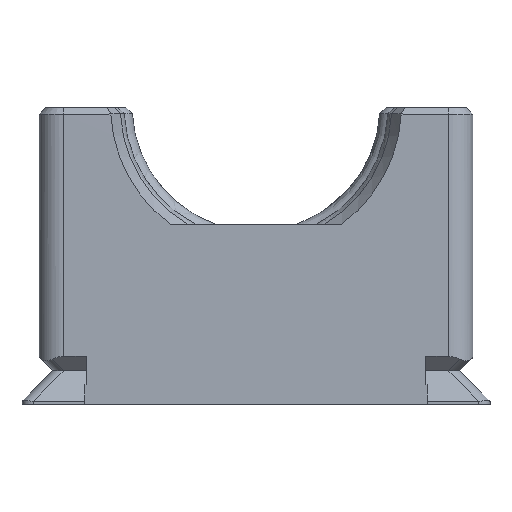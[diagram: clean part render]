
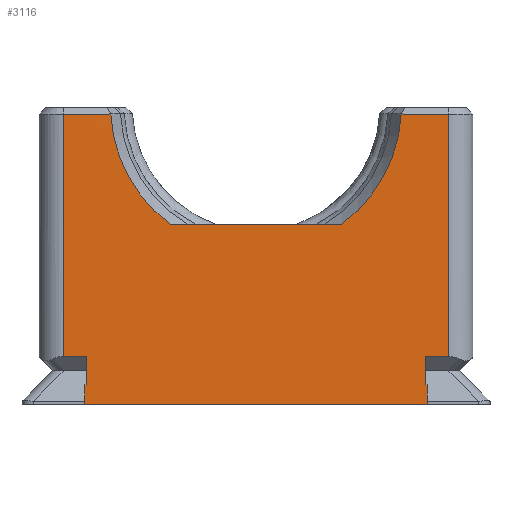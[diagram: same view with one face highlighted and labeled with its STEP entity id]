
A CAD part, front view. The second image highlights one B-rep face of the part: STEP entity #3116.
In plain terms, the highlighted planar face has unit normal (0, -1, 0).
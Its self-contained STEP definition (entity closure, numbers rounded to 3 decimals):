
#145=LINE('',#4530,#340);
#169=LINE('',#4769,#364);
#203=LINE('',#4862,#398);
#207=LINE('',#4881,#402);
#210=LINE('',#4887,#405);
#241=LINE('',#4979,#436);
#242=LINE('',#4981,#437);
#243=LINE('',#4986,#438);
#244=LINE('',#4988,#439);
#245=LINE('',#4989,#440);
#246=LINE('',#4991,#441);
#247=LINE('',#4993,#442);
#248=LINE('',#4994,#443);
#249=LINE('',#4996,#444);
#340=VECTOR('',#3579,1000.);
#364=VECTOR('',#3629,1000.);
#398=VECTOR('',#3687,1000.);
#402=VECTOR('',#3701,1000.);
#405=VECTOR('',#3706,1000.);
#436=VECTOR('',#3787,1000.);
#437=VECTOR('',#3790,1000.);
#438=VECTOR('',#3795,1000.);
#439=VECTOR('',#3796,1000.);
#440=VECTOR('',#3797,1000.);
#441=VECTOR('',#3798,1000.);
#442=VECTOR('',#3799,1000.);
#443=VECTOR('',#3800,1000.);
#444=VECTOR('',#3801,1000.);
#531=PLANE('',#3360);
#607=CIRCLE('',#3361,8.913);
#608=CIRCLE('',#3362,8.913);
#1176=ORIENTED_EDGE('',*,*,#2111,.F.);
#1177=ORIENTED_EDGE('',*,*,#2112,.T.);
#1178=ORIENTED_EDGE('',*,*,#2113,.T.);
#1179=ORIENTED_EDGE('',*,*,#1959,.F.);
#1180=ORIENTED_EDGE('',*,*,#2114,.T.);
#1181=ORIENTED_EDGE('',*,*,#2115,.T.);
#1182=ORIENTED_EDGE('',*,*,#2116,.F.);
#1183=ORIENTED_EDGE('',*,*,#2057,.F.);
#1184=ORIENTED_EDGE('',*,*,#2117,.F.);
#1185=ORIENTED_EDGE('',*,*,#2118,.F.);
#1186=ORIENTED_EDGE('',*,*,#2119,.F.);
#1187=ORIENTED_EDGE('',*,*,#2017,.T.);
#1188=ORIENTED_EDGE('',*,*,#2120,.T.);
#1189=ORIENTED_EDGE('',*,*,#2121,.T.);
#1190=ORIENTED_EDGE('',*,*,#2068,.T.);
#1191=ORIENTED_EDGE('',*,*,#2065,.F.);
#1959=EDGE_CURVE('',#2455,#2456,#145,.T.);
#2017=EDGE_CURVE('',#2507,#2506,#169,.T.);
#2057=EDGE_CURVE('',#2539,#2540,#203,.T.);
#2065=EDGE_CURVE('',#2545,#2546,#207,.T.);
#2068=EDGE_CURVE('',#2548,#2546,#210,.T.);
#2111=EDGE_CURVE('',#2568,#2545,#241,.F.);
#2112=EDGE_CURVE('',#2568,#2569,#242,.T.);
#2113=EDGE_CURVE('',#2569,#2456,#607,.T.);
#2114=EDGE_CURVE('',#2455,#2570,#608,.T.);
#2115=EDGE_CURVE('',#2570,#2571,#243,.T.);
#2116=EDGE_CURVE('',#2540,#2571,#244,.T.);
#2117=EDGE_CURVE('',#2572,#2539,#245,.T.);
#2118=EDGE_CURVE('',#2573,#2572,#246,.T.);
#2119=EDGE_CURVE('',#2507,#2573,#247,.T.);
#2120=EDGE_CURVE('',#2506,#2574,#248,.T.);
#2121=EDGE_CURVE('',#2574,#2548,#249,.T.);
#2455=VERTEX_POINT('',#4529);
#2456=VERTEX_POINT('',#4531);
#2506=VERTEX_POINT('',#4768);
#2507=VERTEX_POINT('',#4770);
#2539=VERTEX_POINT('',#4861);
#2540=VERTEX_POINT('',#4863);
#2545=VERTEX_POINT('',#4880);
#2546=VERTEX_POINT('',#4882);
#2548=VERTEX_POINT('',#4888);
#2568=VERTEX_POINT('',#4978);
#2569=VERTEX_POINT('',#4982);
#2570=VERTEX_POINT('',#4985);
#2571=VERTEX_POINT('',#4987);
#2572=VERTEX_POINT('',#4990);
#2573=VERTEX_POINT('',#4992);
#2574=VERTEX_POINT('',#4995);
#2728=EDGE_LOOP('',(#1176,#1177,#1178,#1179,#1180,#1181,#1182,#1183,#1184,
#1185,#1186,#1187,#1188,#1189,#1190,#1191));
#2919=FACE_BOUND('',#2728,.T.);
#3116=ADVANCED_FACE('',(#2919),#531,.F.);
#3360=AXIS2_PLACEMENT_3D('',#4980,#3788,#3789);
#3361=AXIS2_PLACEMENT_3D('',#4983,#3791,#3792);
#3362=AXIS2_PLACEMENT_3D('',#4984,#3793,#3794);
#3579=DIRECTION('',(1.,0.,0.));
#3629=DIRECTION('',(1.,0.,0.));
#3687=DIRECTION('',(-1.,0.,0.));
#3701=DIRECTION('',(-1.,0.,0.));
#3706=DIRECTION('',(0.,0.,1.));
#3787=DIRECTION('',(0.,0.,1.));
#3788=DIRECTION('',(0.,1.,0.));
#3789=DIRECTION('',(-1.,0.,0.));
#3790=DIRECTION('',(-1.,0.,0.));
#3791=DIRECTION('',(0.,1.,0.));
#3792=DIRECTION('',(0.,0.,1.));
#3793=DIRECTION('',(0.,1.,0.));
#3794=DIRECTION('',(0.,0.,1.));
#3795=DIRECTION('',(-1.,0.,0.));
#3796=DIRECTION('',(0.,0.,1.));
#3797=DIRECTION('',(0.,0.,1.));
#3798=DIRECTION('',(1.,0.,0.));
#3799=DIRECTION('',(0.,0.,1.));
#3800=DIRECTION('',(0.,0.,1.));
#3801=DIRECTION('',(-1.,0.,0.));
#4529=CARTESIAN_POINT('',(-5.254,-13.3,11.05));
#4530=CARTESIAN_POINT('',(0.,-13.3,11.05));
#4531=CARTESIAN_POINT('',(5.254,-13.3,11.05));
#4768=CARTESIAN_POINT('',(10.5,-13.3,0.));
#4769=CARTESIAN_POINT('',(0.,-13.3,0.));
#4770=CARTESIAN_POINT('',(-10.5,-13.3,0.));
#4861=CARTESIAN_POINT('',(-10.4,-13.3,2.941));
#4862=CARTESIAN_POINT('',(-14.483,-13.3,2.941));
#4863=CARTESIAN_POINT('',(-11.8,-13.3,2.941));
#4880=CARTESIAN_POINT('',(11.8,-13.3,2.941));
#4881=CARTESIAN_POINT('',(-14.483,-13.3,2.941));
#4882=CARTESIAN_POINT('',(10.4,-13.3,2.941));
#4887=CARTESIAN_POINT('',(10.4,-13.3,18.2));
#4888=CARTESIAN_POINT('',(10.4,-13.3,1.2));
#4978=CARTESIAN_POINT('',(11.8,-13.3,17.8));
#4979=CARTESIAN_POINT('',(11.8,-13.3,18.2));
#4980=CARTESIAN_POINT('',(0.,-13.3,18.2));
#4981=CARTESIAN_POINT('',(8.913,-13.3,17.8));
#4982=CARTESIAN_POINT('',(8.901,-13.297,17.808));
#4983=CARTESIAN_POINT('',(0.,-13.3,18.25));
#4984=CARTESIAN_POINT('',(0.,-13.3,18.25));
#4985=CARTESIAN_POINT('',(-8.901,-13.297,17.808));
#4986=CARTESIAN_POINT('',(-11.8,-13.3,17.8));
#4987=CARTESIAN_POINT('',(-11.8,-13.3,17.8));
#4988=CARTESIAN_POINT('',(-11.8,-13.3,18.2));
#4989=CARTESIAN_POINT('',(-10.4,-13.3,18.2));
#4990=CARTESIAN_POINT('',(-10.4,-13.3,1.2));
#4991=CARTESIAN_POINT('',(-14.483,-13.3,1.2));
#4992=CARTESIAN_POINT('',(-10.5,-13.3,1.2));
#4993=CARTESIAN_POINT('',(-10.5,-13.3,-23.75));
#4994=CARTESIAN_POINT('',(10.5,-13.3,-23.75));
#4995=CARTESIAN_POINT('',(10.5,-13.3,1.2));
#4996=CARTESIAN_POINT('',(0.,-13.3,1.2));
